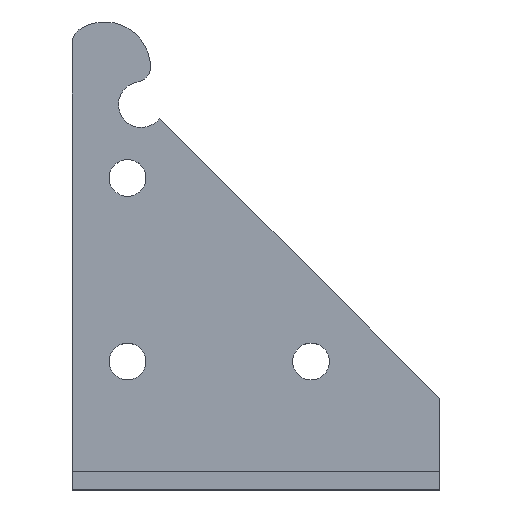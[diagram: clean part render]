
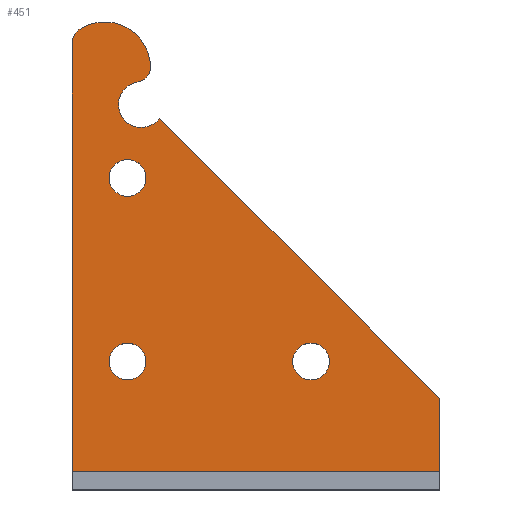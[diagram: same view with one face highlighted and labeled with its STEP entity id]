
A CAD part, top view. The second image highlights one B-rep face of the part: STEP entity #451.
In plain terms, the highlighted planar face has unit normal (0, 0, 1).
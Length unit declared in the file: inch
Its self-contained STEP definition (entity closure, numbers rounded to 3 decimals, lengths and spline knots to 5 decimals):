
#1 = VERTEX_POINT ( 'NONE', #924 ) ;
#6 = VERTEX_POINT ( 'NONE', #358 ) ;
#8 = DIRECTION ( 'NONE',  ( 0., 0., 1. ) ) ;
#15 = CARTESIAN_POINT ( 'NONE',  ( 0.875, -0.25, 0.125 ) ) ;
#17 = ORIENTED_EDGE ( 'NONE', *, *, #238, .T. ) ;
#23 = EDGE_CURVE ( 'NONE', #326, #1, #836, .T. ) ;
#39 = EDGE_CURVE ( 'NONE', #418, #685, #144, .T. ) ;
#44 = DIRECTION ( 'NONE',  ( -1., 0., 0. ) ) ;
#46 = CARTESIAN_POINT ( 'NONE',  ( -0.125, 0., 0.125 ) ) ;
#67 = EDGE_CURVE ( 'NONE', #642, #418, #107, .T. ) ;
#78 = AXIS2_PLACEMENT_3D ( 'NONE', #325, #464, #396 ) ;
#80 = CARTESIAN_POINT ( 'NONE',  ( -1.17856, 1.90436, 0.125 ) ) ;
#88 = AXIS2_PLACEMENT_3D ( 'NONE', #558, #268, #198 ) ;
#105 = EDGE_CURVE ( 'NONE', #650, #124, #663, .T. ) ;
#107 = CIRCLE ( 'NONE', #186, 0.313 ) ;
#124 = VERTEX_POINT ( 'NONE', #714 ) ;
#129 = ORIENTED_EDGE ( 'NONE', *, *, #537, .F. ) ;
#144 = CIRCLE ( 'NONE', #381, 0.1 ) ;
#163 = VECTOR ( 'NONE', #806, 39.37008 ) ;
#168 = DIRECTION ( 'NONE',  ( 0., 0., 1. ) ) ;
#178 = CARTESIAN_POINT ( 'NONE',  ( 0.875, -0.75, 0.125 ) ) ;
#182 = CARTESIAN_POINT ( 'NONE',  ( -1.19303, 2.00331, 0.125 ) ) ;
#186 = AXIS2_PLACEMENT_3D ( 'NONE', #424, #793, #347 ) ;
#189 = FACE_OUTER_BOUND ( 'NONE', #588, .T. ) ;
#198 = DIRECTION ( 'NONE',  ( 1., 0., 0. ) ) ;
#202 = CIRCLE ( 'NONE', #78, 0.125 ) ;
#211 = EDGE_CURVE ( 'NONE', #346, #617, #655, .T. ) ;
#212 = EDGE_CURVE ( 'NONE', #685, #687, #297, .T. ) ;
#216 = ORIENTED_EDGE ( 'NONE', *, *, #515, .T. ) ;
#222 = ORIENTED_EDGE ( 'NONE', *, *, #722, .F. ) ;
#236 = CARTESIAN_POINT ( 'NONE',  ( -1.156, 1.75, 0.125 ) ) ;
#238 = EDGE_CURVE ( 'NONE', #446, #364, #438, .T. ) ;
#242 = CARTESIAN_POINT ( 'NONE',  ( -1.625, 2.17666, 0.125 ) ) ;
#260 = ORIENTED_EDGE ( 'NONE', *, *, #648, .F. ) ;
#268 = DIRECTION ( 'NONE',  ( 0., 0., 1. ) ) ;
#283 = DIRECTION ( 'NONE',  ( 0., 0., 1. ) ) ;
#288 = EDGE_CURVE ( 'NONE', #847, #346, #475, .T. ) ;
#291 = DIRECTION ( 'NONE',  ( 1., 0., 0. ) ) ;
#294 = DIRECTION ( 'NONE',  ( 0., 0., 1. ) ) ;
#297 = LINE ( 'NONE', #242, #163 ) ;
#314 = DIRECTION ( 'NONE',  ( 0., 0., 1. ) ) ;
#317 = CARTESIAN_POINT ( 'NONE',  ( 0.875, -0.875, 0.125 ) ) ;
#318 = CARTESIAN_POINT ( 'NONE',  ( -1.58087, 2.2596, 0.125 ) ) ;
#325 = CARTESIAN_POINT ( 'NONE',  ( -1.25, 0., 0.125 ) ) ;
#326 = VERTEX_POINT ( 'NONE', #46 ) ;
#332 = CIRCLE ( 'NONE', #474, 0.125 ) ;
#345 = DIRECTION ( 'NONE',  ( 0., 0., 1. ) ) ;
#346 = VERTEX_POINT ( 'NONE', #646 ) ;
#347 = DIRECTION ( 'NONE',  ( 1., 0., 0. ) ) ;
#349 = VECTOR ( 'NONE', #44, 39.37008 ) ;
#350 = VERTEX_POINT ( 'NONE', #449 ) ;
#358 = CARTESIAN_POINT ( 'NONE',  ( -1.375, 1.25, 0.125 ) ) ;
#361 = DIRECTION ( 'NONE',  ( -1., 0., 0. ) ) ;
#364 = VERTEX_POINT ( 'NONE', #80 ) ;
#365 = CIRCLE ( 'NONE', #895, 0.1 ) ;
#367 = CARTESIAN_POINT ( 'NONE',  ( -1.25, 0., 0.125 ) ) ;
#369 = ORIENTED_EDGE ( 'NONE', *, *, #105, .F. ) ;
#381 = AXIS2_PLACEMENT_3D ( 'NONE', #443, #294, #361 ) ;
#384 = FACE_BOUND ( 'NONE', #508, .T. ) ;
#387 = DIRECTION ( 'NONE',  ( -0.707, 0.707, 0. ) ) ;
#390 = DIRECTION ( 'NONE',  ( 0., 0., -1. ) ) ;
#396 = DIRECTION ( 'NONE',  ( 1., 0., 0. ) ) ;
#400 = ORIENTED_EDGE ( 'NONE', *, *, #39, .T. ) ;
#418 = VERTEX_POINT ( 'NONE', #318 ) ;
#420 = CARTESIAN_POINT ( 'NONE',  ( -1.25, 1.25, 0.125 ) ) ;
#424 = CARTESIAN_POINT ( 'NONE',  ( -1.406, 2., 0.125 ) ) ;
#425 = CARTESIAN_POINT ( 'NONE',  ( -1.625, 2.17666, 0.125 ) ) ;
#438 = CIRCLE ( 'NONE', #555, 0.156 ) ;
#439 = CARTESIAN_POINT ( 'NONE',  ( 0., 0., 0.125 ) ) ;
#443 = CARTESIAN_POINT ( 'NONE',  ( -1.525, 2.17666, 0.125 ) ) ;
#446 = VERTEX_POINT ( 'NONE', #613 ) ;
#449 = CARTESIAN_POINT ( 'NONE',  ( -1.125, 1.25, 0.125 ) ) ;
#451 = ADVANCED_FACE ( 'NONE', ( #189, #679, #746, #384 ), #672, .T. ) ;
#464 = DIRECTION ( 'NONE',  ( 0., 0., 1. ) ) ;
#474 = AXIS2_PLACEMENT_3D ( 'NONE', #420, #716, #868 ) ;
#475 = LINE ( 'NONE', #317, #673 ) ;
#476 = DIRECTION ( 'NONE',  ( 1., 0., 0. ) ) ;
#486 = ORIENTED_EDGE ( 'NONE', *, *, #23, .F. ) ;
#491 = CIRCLE ( 'NONE', #88, 0.125 ) ;
#508 = EDGE_LOOP ( 'NONE', ( #222, #717 ) ) ;
#515 = EDGE_CURVE ( 'NONE', #364, #642, #365, .T. ) ;
#537 = EDGE_CURVE ( 'NONE', #124, #650, #202, .T. ) ;
#553 = CARTESIAN_POINT ( 'NONE',  ( -1.156, 1.75, 0.125 ) ) ;
#555 = AXIS2_PLACEMENT_3D ( 'NONE', #236, #740, #594 ) ;
#558 = CARTESIAN_POINT ( 'NONE',  ( 0., 0., 0.125 ) ) ;
#560 = CARTESIAN_POINT ( 'NONE',  ( -1.625, -0.75, 0.125 ) ) ;
#563 = CARTESIAN_POINT ( 'NONE',  ( -1.03129, 1.65629, 0.125 ) ) ;
#585 = ORIENTED_EDGE ( 'NONE', *, *, #67, .T. ) ;
#588 = EDGE_LOOP ( 'NONE', ( #769, #602, #711, #756, #17, #216, #585, #400, #771 ) ) ;
#594 = DIRECTION ( 'NONE',  ( 1., 0., 0. ) ) ;
#596 = VECTOR ( 'NONE', #387, 39.37008 ) ;
#599 = LINE ( 'NONE', #820, #349 ) ;
#602 = ORIENTED_EDGE ( 'NONE', *, *, #288, .T. ) ;
#608 = DIRECTION ( 'NONE',  ( 1., 0., 0. ) ) ;
#613 = CARTESIAN_POINT ( 'NONE',  ( -1.312, 1.75, 0.125 ) ) ;
#617 = VERTEX_POINT ( 'NONE', #563 ) ;
#642 = VERTEX_POINT ( 'NONE', #846 ) ;
#646 = CARTESIAN_POINT ( 'NONE',  ( 0.875, -0.25, 0.125 ) ) ;
#647 = AXIS2_PLACEMENT_3D ( 'NONE', #553, #314, #608 ) ;
#648 = EDGE_CURVE ( 'NONE', #1, #326, #491, .T. ) ;
#650 = VERTEX_POINT ( 'NONE', #703 ) ;
#655 = LINE ( 'NONE', #15, #596 ) ;
#663 = CIRCLE ( 'NONE', #870, 0.125 ) ;
#668 = CARTESIAN_POINT ( 'NONE',  ( -1.156, 1.75, 0.125 ) ) ;
#672 = PLANE ( 'NONE',  #647 ) ;
#673 = VECTOR ( 'NONE', #757, 39.37008 ) ;
#674 = DIRECTION ( 'NONE',  ( 1., 0., 0. ) ) ;
#679 = FACE_BOUND ( 'NONE', #783, .T. ) ;
#685 = VERTEX_POINT ( 'NONE', #425 ) ;
#687 = VERTEX_POINT ( 'NONE', #560 ) ;
#699 = CARTESIAN_POINT ( 'NONE',  ( -1.25, 1.25, 0.125 ) ) ;
#703 = CARTESIAN_POINT ( 'NONE',  ( -1.125, 0., 0.125 ) ) ;
#711 = ORIENTED_EDGE ( 'NONE', *, *, #211, .T. ) ;
#714 = CARTESIAN_POINT ( 'NONE',  ( -1.375, 0., 0.125 ) ) ;
#716 = DIRECTION ( 'NONE',  ( 0., 0., 1. ) ) ;
#717 = ORIENTED_EDGE ( 'NONE', *, *, #739, .F. ) ;
#722 = EDGE_CURVE ( 'NONE', #6, #350, #755, .T. ) ;
#728 = CIRCLE ( 'NONE', #832, 0.156 ) ;
#739 = EDGE_CURVE ( 'NONE', #350, #6, #332, .T. ) ;
#740 = DIRECTION ( 'NONE',  ( 0., 0., -1. ) ) ;
#743 = AXIS2_PLACEMENT_3D ( 'NONE', #699, #345, #794 ) ;
#746 = FACE_BOUND ( 'NONE', #912, .T. ) ;
#755 = CIRCLE ( 'NONE', #743, 0.125 ) ;
#756 = ORIENTED_EDGE ( 'NONE', *, *, #890, .T. ) ;
#757 = DIRECTION ( 'NONE',  ( 0., 1., 0. ) ) ;
#769 = ORIENTED_EDGE ( 'NONE', *, *, #927, .F. ) ;
#771 = ORIENTED_EDGE ( 'NONE', *, *, #212, .T. ) ;
#783 = EDGE_LOOP ( 'NONE', ( #129, #369 ) ) ;
#793 = DIRECTION ( 'NONE',  ( 0., 0., 1. ) ) ;
#794 = DIRECTION ( 'NONE',  ( 1., 0., 0. ) ) ;
#801 = DIRECTION ( 'NONE',  ( 1., 0., 0. ) ) ;
#805 = AXIS2_PLACEMENT_3D ( 'NONE', #439, #283, #801 ) ;
#806 = DIRECTION ( 'NONE',  ( 0., -1., 0. ) ) ;
#820 = CARTESIAN_POINT ( 'NONE',  ( -1.625, -0.75, 0.125 ) ) ;
#832 = AXIS2_PLACEMENT_3D ( 'NONE', #668, #390, #674 ) ;
#836 = CIRCLE ( 'NONE', #805, 0.125 ) ;
#846 = CARTESIAN_POINT ( 'NONE',  ( -1.09304, 2.00486, 0.125 ) ) ;
#847 = VERTEX_POINT ( 'NONE', #178 ) ;
#868 = DIRECTION ( 'NONE',  ( 1., 0., 0. ) ) ;
#870 = AXIS2_PLACEMENT_3D ( 'NONE', #367, #8, #291 ) ;
#890 = EDGE_CURVE ( 'NONE', #617, #446, #728, .T. ) ;
#895 = AXIS2_PLACEMENT_3D ( 'NONE', #182, #168, #476 ) ;
#912 = EDGE_LOOP ( 'NONE', ( #486, #260 ) ) ;
#924 = CARTESIAN_POINT ( 'NONE',  ( 0.125, 0., 0.125 ) ) ;
#927 = EDGE_CURVE ( 'NONE', #847, #687, #599, .T. ) ;
